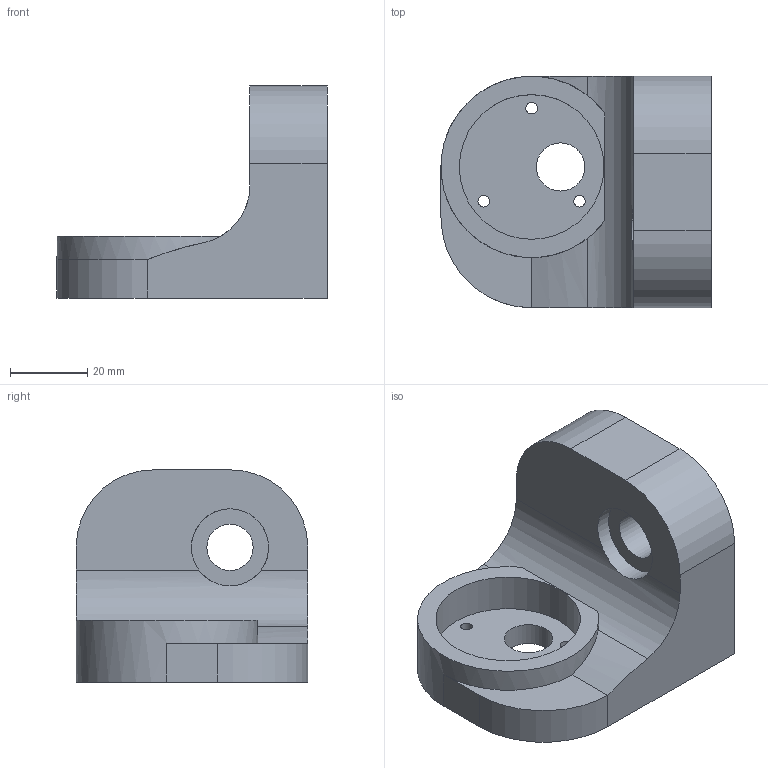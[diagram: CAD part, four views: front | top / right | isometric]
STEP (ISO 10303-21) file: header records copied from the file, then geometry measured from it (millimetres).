
FILE_DESCRIPTION(/* description */ (''),/* implementation_level */ '2;1');
FILE_NAME(/* name */ 'motor_jig.step',/* time_stamp */ '2024-11-05T01:35:44+09:00',/* author */ (''),/* organization */ (''),/* preprocessor_version */ 'ST-DEVELOPER v20',/* originating_system */ 'Autodesk Translation Framework v13.20.0.188',/* authorisation */ '');
FILE_SCHEMA (('AUTOMOTIVE_DESIGN { 1 0 10303 214 3 1 1 }'));
Length unit declared in the file: millimetre
Products named in the file (1): motor_receiver
Bounding box: 70 x 60 x 55 mm (x, y, z)
Volume: 90661 mm3; surface area: 19019.8 mm2
Topology: 1 solids, 1 shells, 31 faces, 74 edges, 49 vertices
Faces by surface type: cylinder 17, plane 14
Full cylindrical faces by diameter (mm): 3 x3, 6 x3, 12 x1, 12.5 x1, 20 x1, 37.5 x1
Entity records: 999 total; most frequent: CARTESIAN_POINT 197, DIRECTION 167, ORIENTED_EDGE 148, EDGE_CURVE 74, AXIS2_PLACEMENT_3D 66, VERTEX_POINT 49, EDGE_LOOP 45, LINE 35
